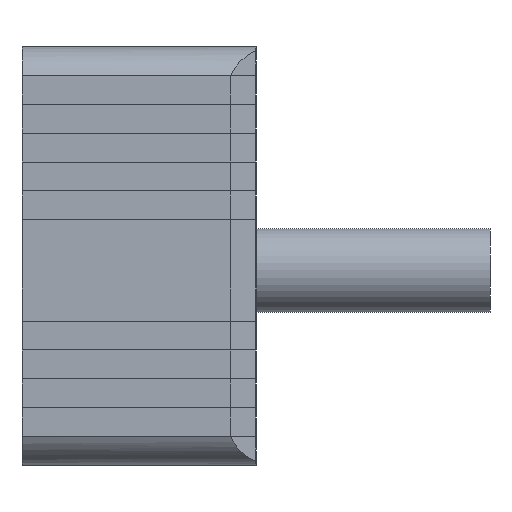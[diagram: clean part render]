
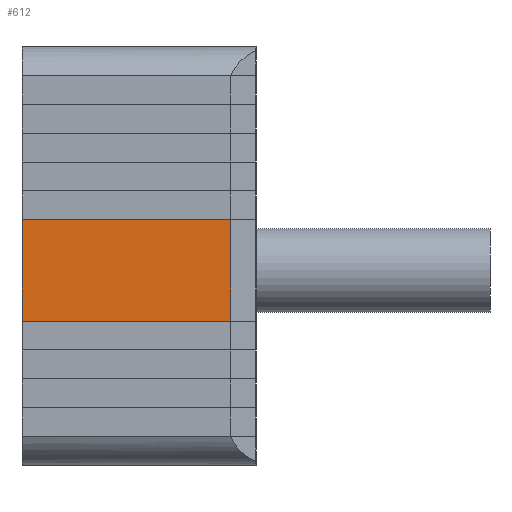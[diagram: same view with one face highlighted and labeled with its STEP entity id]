
A CAD part, left-side view. The second image highlights one B-rep face of the part: STEP entity #612.
In plain terms, the highlighted face is planar.
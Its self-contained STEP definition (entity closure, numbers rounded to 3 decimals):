
#21 = EDGE_LOOP ( 'NONE', ( #3708, #4004, #1110, #4517 ) ) ;
#65 = EDGE_CURVE ( 'NONE', #588, #2888, #2458, .T. ) ;
#179 = VERTEX_POINT ( 'NONE', #659 ) ;
#280 = EDGE_CURVE ( 'NONE', #2888, #2263, #4156, .T. ) ;
#588 = VERTEX_POINT ( 'NONE', #1585 ) ;
#612 = ADVANCED_FACE ( 'NONE', ( #1962 ), #831, .T. ) ;
#659 = CARTESIAN_POINT ( 'NONE',  ( 2.6, -4.2, -10. ) ) ;
#831 = PLANE ( 'NONE',  #1355 ) ;
#833 = VECTOR ( 'NONE', #2543, 1000. ) ;
#875 = EDGE_CURVE ( 'NONE', #588, #179, #1413, .T. ) ;
#1110 = ORIENTED_EDGE ( 'NONE', *, *, #280, .F. ) ;
#1201 = VECTOR ( 'NONE', #3780, 1000. ) ;
#1203 = CARTESIAN_POINT ( 'NONE',  ( -2.6, -4.2, -10. ) ) ;
#1355 = AXIS2_PLACEMENT_3D ( 'NONE', #3004, #3987, #3376 ) ;
#1413 = LINE ( 'NONE', #2469, #833 ) ;
#1585 = CARTESIAN_POINT ( 'NONE',  ( 2.6, 6.5, -10. ) ) ;
#1777 = CARTESIAN_POINT ( 'NONE',  ( 2.6, -4.2, -10. ) ) ;
#1962 = FACE_OUTER_BOUND ( 'NONE', #21, .T. ) ;
#2038 = DIRECTION ( 'NONE',  ( -1., 0., 0. ) ) ;
#2135 = LINE ( 'NONE', #1777, #4110 ) ;
#2263 = VERTEX_POINT ( 'NONE', #1203 ) ;
#2458 = LINE ( 'NONE', #3102, #1201 ) ;
#2469 = CARTESIAN_POINT ( 'NONE',  ( 2.6, 0., -10. ) ) ;
#2510 = CARTESIAN_POINT ( 'NONE',  ( -2.6, 6.5, -10. ) ) ;
#2543 = DIRECTION ( 'NONE',  ( 0., -1., 0. ) ) ;
#2888 = VERTEX_POINT ( 'NONE', #2510 ) ;
#3004 = CARTESIAN_POINT ( 'NONE',  ( 2.6, 0., -10. ) ) ;
#3102 = CARTESIAN_POINT ( 'NONE',  ( 2.6, 6.5, -10. ) ) ;
#3376 = DIRECTION ( 'NONE',  ( -1., 0., 0. ) ) ;
#3494 = DIRECTION ( 'NONE',  ( 0., -1., 0. ) ) ;
#3708 = ORIENTED_EDGE ( 'NONE', *, *, #875, .T. ) ;
#3778 = CARTESIAN_POINT ( 'NONE',  ( -2.6, 0., -10. ) ) ;
#3780 = DIRECTION ( 'NONE',  ( -1., 0., 0. ) ) ;
#3938 = VECTOR ( 'NONE', #3494, 1000. ) ;
#3987 = DIRECTION ( 'NONE',  ( 0., 0., -1. ) ) ;
#4004 = ORIENTED_EDGE ( 'NONE', *, *, #4054, .T. ) ;
#4054 = EDGE_CURVE ( 'NONE', #179, #2263, #2135, .T. ) ;
#4110 = VECTOR ( 'NONE', #2038, 1000. ) ;
#4156 = LINE ( 'NONE', #3778, #3938 ) ;
#4517 = ORIENTED_EDGE ( 'NONE', *, *, #65, .F. ) ;
